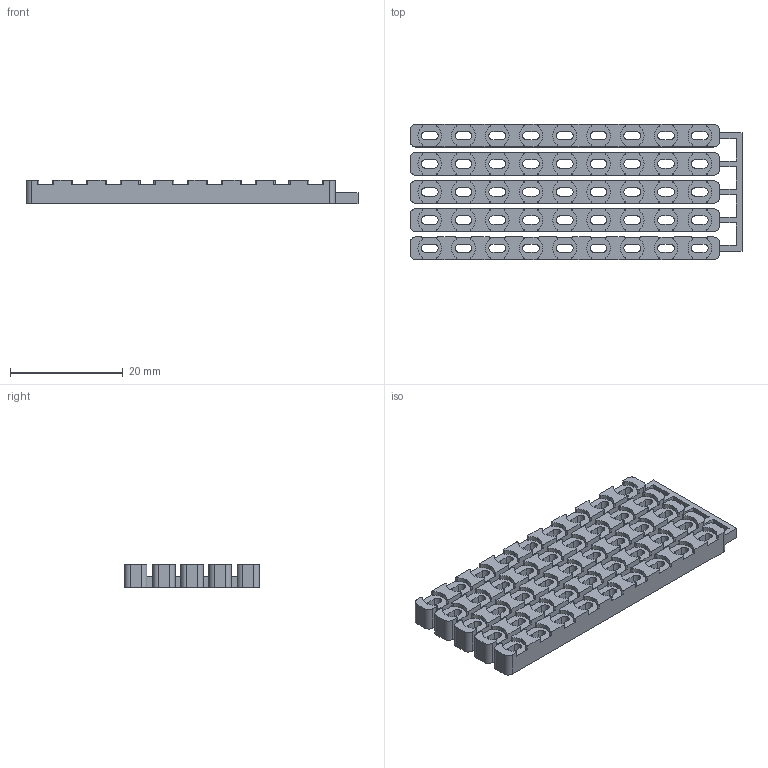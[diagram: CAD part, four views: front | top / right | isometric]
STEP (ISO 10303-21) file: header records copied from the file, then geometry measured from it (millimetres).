
FILE_DESCRIPTION(('CATIA V5 STEP Exchange'),'2;1');
FILE_NAME('LED_Holder.stp','2024-06-05T22:32:00+00:00',('none'),('none'),'CATIA Version 5 Release 20 GA (IN-10)','CATIA V5 STEP AP214','none');
FILE_SCHEMA(('AUTOMOTIVE_DESIGN { 1 0 10303 214 1 1 1 1 }'));
Length unit declared in the file: millimetre
Products named in the file (1): LED_Holder
Bounding box: 59 x 24 x 4.2 mm (x, y, z)
Volume: 3554.3 mm3; surface area: 5788.6 mm2
Topology: 1 solids, 1 shells, 742 faces, 2220 edges, 1480 vertices
Faces by surface type: cylinder 520, plane 222
Entity records: 23257 total; most frequent: ORIENTED_EDGE 4440, CARTESIAN_POINT 4165, DIRECTION 3148, EDGE_CURVE 2220, AXIS2_PLACEMENT_3D 1505, VERTEX_POINT 1480, VECTOR 1180, LINE 1180
